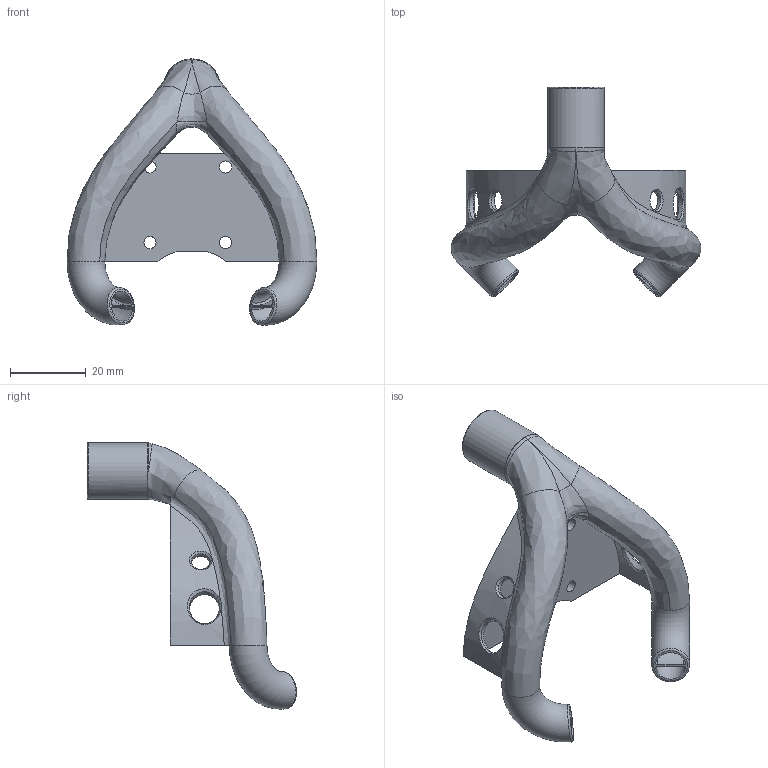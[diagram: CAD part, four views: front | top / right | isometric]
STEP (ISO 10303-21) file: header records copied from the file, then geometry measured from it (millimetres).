
FILE_DESCRIPTION(/* description */ (''),/* implementation_level */ '2;1');
FILE_NAME(/* name */ 'HD12_MGN12_Rapido_Duct.step',/* time_stamp */ '2022-03-13T20:14:08+01:00',/* author */ (''),/* organization */ (''),/* preprocessor_version */ 'ST-DEVELOPER v18.1',/* originating_system */ 'Autodesk Translation Framework v10.13.0.1454',/* authorisation */ '');
FILE_SCHEMA (('AUTOMOTIVE_DESIGN { 1 0 10303 214 3 1 1 }'));
Length unit declared in the file: millimetre
Products named in the file (1): HD12_MGN12_Rapido_Duct
Bounding box: 66.13 x 55.41 x 70.5 mm (x, y, z)
Volume: 10993.6 mm3; surface area: 16767.5 mm2
Topology: 1 solids, 1 shells, 117 faces, 383 edges, 259 vertices
Faces by surface type: bspline 63, plane 19, cylinder 17, torus 16, cone 2
Full cylindrical faces by diameter (mm): 3.2 x4, 5 x2, 8 x2, 13 x1, 15 x1
Entity records: 15351 total; most frequent: CARTESIAN_POINT 12424, ORIENTED_EDGE 762, EDGE_CURVE 381, DIRECTION 373, VERTEX_POINT 259, B_SPLINE_CURVE_WITH_KNOTS 213, AXIS2_PLACEMENT_3D 151, EDGE_LOOP 136
